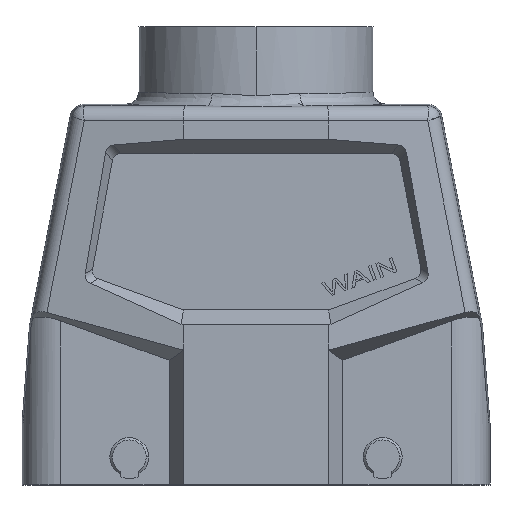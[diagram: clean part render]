
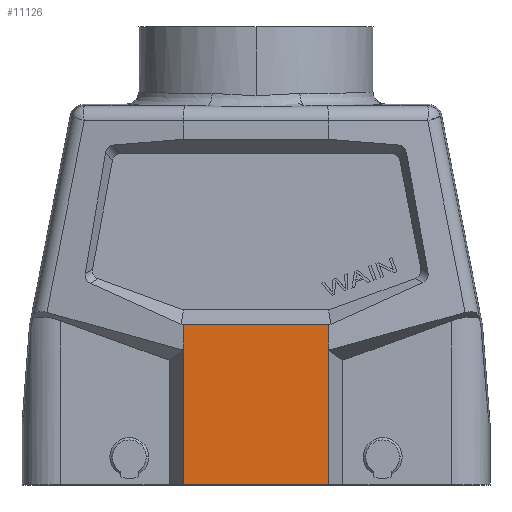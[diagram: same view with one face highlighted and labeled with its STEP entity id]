
A CAD part, top view. The second image highlights one B-rep face of the part: STEP entity #11126.
In plain terms, the highlighted planar face has unit normal (0, 0, 1).
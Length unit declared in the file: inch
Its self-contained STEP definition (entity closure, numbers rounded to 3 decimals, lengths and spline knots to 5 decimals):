
#1607=DIRECTION('',(-1.,0.,0.));
#1608=VECTOR('',#1607,1.14671);
#1609=CARTESIAN_POINT('',(0.57336,-0.35433,
1.06299));
#1610=LINE('',#1609,#1608);
#1911=DIRECTION('',(0.,-1.,0.));
#1912=VECTOR('',#1911,1.06383);
#1913=CARTESIAN_POINT('',(0.57336,0.7095,
1.06299));
#1914=LINE('',#1913,#1912);
#1915=DIRECTION('',(-1.,0.,0.));
#1916=VECTOR('',#1915,1.14671);
#1917=CARTESIAN_POINT('',(0.57336,0.91447,
1.06299));
#1918=LINE('',#1917,#1916);
#1919=DIRECTION('',(0.,-1.,0.));
#1920=VECTOR('',#1919,1.06383);
#1921=CARTESIAN_POINT('',(-0.57336,0.7095,
1.06299));
#1922=LINE('',#1921,#1920);
#1923=DIRECTION('',(0.,-1.,0.));
#1924=VECTOR('',#1923,0.20497);
#1925=CARTESIAN_POINT('',(-0.57336,0.91447,
1.06299));
#1926=LINE('',#1925,#1924);
#1971=DIRECTION('',(0.,-1.,0.));
#1972=VECTOR('',#1971,0.20497);
#1973=CARTESIAN_POINT('',(0.57336,0.91447,
1.06299));
#1974=LINE('',#1973,#1972);
#8278=CARTESIAN_POINT('',(0.57336,0.91447,
1.06299));
#8279=CARTESIAN_POINT('',(-0.57336,0.91447,
1.06299));
#8280=VERTEX_POINT('',#8278);
#8281=VERTEX_POINT('',#8279);
#8282=CARTESIAN_POINT('',(-0.57336,0.7095,
1.06299));
#8283=VERTEX_POINT('',#8282);
#8284=CARTESIAN_POINT('',(-0.57336,-0.35433,
1.06299));
#8285=VERTEX_POINT('',#8284);
#8286=CARTESIAN_POINT('',(0.57336,-0.35433,
1.06299));
#8287=VERTEX_POINT('',#8286);
#8288=CARTESIAN_POINT('',(0.57336,0.7095,
1.06299));
#8289=VERTEX_POINT('',#8288);
#11109=CARTESIAN_POINT('',(-0.46553,-0.35433,
1.06299));
#11110=DIRECTION('',(0.,0.,1.));
#11111=DIRECTION('',(1.,0.,0.));
#11112=AXIS2_PLACEMENT_3D('',#11109,#11110,#11111);
#11113=PLANE('',#11112);
#11115=ORIENTED_EDGE('',*,*,#11114,.F.);
#11117=ORIENTED_EDGE('',*,*,#11116,.T.);
#11118=ORIENTED_EDGE('',*,*,#11103,.T.);
#11119=ORIENTED_EDGE('',*,*,#10490,.T.);
#11121=ORIENTED_EDGE('',*,*,#11120,.F.);
#11123=ORIENTED_EDGE('',*,*,#11122,.F.);
#11124=EDGE_LOOP('',(#11115,#11117,#11118,#11119,#11121,#11123));
#11125=FACE_OUTER_BOUND('',#11124,.F.);
#11126=ADVANCED_FACE('',(#11125),#11113,.T.);
#10490=EDGE_CURVE('',#8287,#8285,#1610,.T.);
#11103=EDGE_CURVE('',#8289,#8287,#1914,.T.);
#11114=EDGE_CURVE('',#8280,#8281,#1918,.T.);
#11116=EDGE_CURVE('',#8280,#8289,#1974,.T.);
#11120=EDGE_CURVE('',#8283,#8285,#1922,.T.);
#11122=EDGE_CURVE('',#8281,#8283,#1926,.T.);
